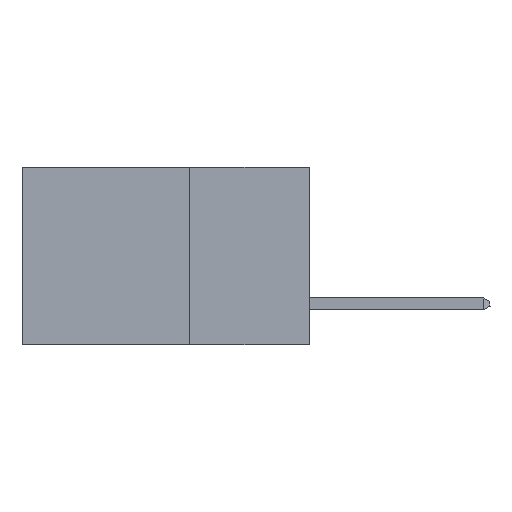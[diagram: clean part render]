
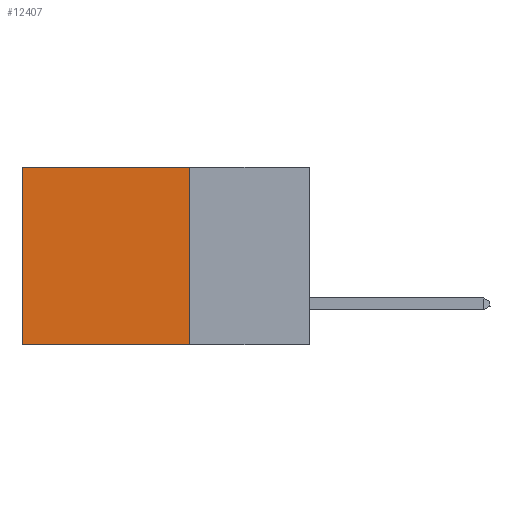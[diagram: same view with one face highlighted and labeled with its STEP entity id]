
A CAD part, left-side view. The second image highlights one B-rep face of the part: STEP entity #12407.
In plain terms, the highlighted planar face has unit normal (-1, 0, 0).
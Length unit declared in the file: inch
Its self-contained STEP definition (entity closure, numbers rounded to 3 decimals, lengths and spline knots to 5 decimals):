
#569 = FACE_OUTER_BOUND ( 'NONE', #16104, .T. ) ;
#1471 = CARTESIAN_POINT ( 'NONE',  ( 0.2875, 0.6, -0.37 ) ) ;
#2409 = CARTESIAN_POINT ( 'NONE',  ( 0.2875, 0.6, 0. ) ) ;
#2474 = EDGE_CURVE ( 'NONE', #6568, #16794, #7365, .T. ) ;
#2713 = ORIENTED_EDGE ( 'NONE', *, *, #41058, .T. ) ;
#2798 = CARTESIAN_POINT ( 'NONE',  ( 0.2875, 0.25, 0. ) ) ;
#3577 = DIRECTION ( 'NONE',  ( 0., 0., -1. ) ) ;
#4637 = CARTESIAN_POINT ( 'NONE',  ( 0.2875, 0.25, -0.37 ) ) ;
#6404 = EDGE_CURVE ( 'NONE', #6568, #12968, #18266, .T. ) ;
#6568 = VERTEX_POINT ( 'NONE', #32619 ) ;
#7365 = LINE ( 'NONE', #22683, #35278 ) ;
#7704 = AXIS2_PLACEMENT_3D ( 'NONE', #16507, #26857, #3577 ) ;
#8024 = DIRECTION ( 'NONE',  ( 0., 1., 0. ) ) ;
#9993 = VECTOR ( 'NONE', #34826, 39.37008 ) ;
#10227 = VECTOR ( 'NONE', #8024, 39.37008 ) ;
#12407 = ADVANCED_FACE ( 'NONE', ( #569 ), #30164, .F. ) ;
#12968 = VERTEX_POINT ( 'NONE', #2409 ) ;
#13966 = ORIENTED_EDGE ( 'NONE', *, *, #2474, .F. ) ;
#16104 = EDGE_LOOP ( 'NONE', ( #2713, #30519, #13966, #26629 ) ) ;
#16507 = CARTESIAN_POINT ( 'NONE',  ( 0.2875, 0.25, 0. ) ) ;
#16720 = LINE ( 'NONE', #4637, #40431 ) ;
#16794 = VERTEX_POINT ( 'NONE', #37206 ) ;
#17822 = CARTESIAN_POINT ( 'NONE',  ( 0.2875, 0.6, 0. ) ) ;
#18266 = LINE ( 'NONE', #2798, #10227 ) ;
#22683 = CARTESIAN_POINT ( 'NONE',  ( 0.2875, 0.25, 0. ) ) ;
#26629 = ORIENTED_EDGE ( 'NONE', *, *, #6404, .T. ) ;
#26639 = DIRECTION ( 'NONE',  ( 0., 0., -1. ) ) ;
#26857 = DIRECTION ( 'NONE',  ( 1., 0., 0. ) ) ;
#28632 = DIRECTION ( 'NONE',  ( 0., 1., 0. ) ) ;
#30164 = PLANE ( 'NONE',  #7704 ) ;
#30519 = ORIENTED_EDGE ( 'NONE', *, *, #38631, .F. ) ;
#32619 = CARTESIAN_POINT ( 'NONE',  ( 0.2875, 0.25, 0. ) ) ;
#34826 = DIRECTION ( 'NONE',  ( 0., 0., -1. ) ) ;
#35278 = VECTOR ( 'NONE', #26639, 39.37008 ) ;
#36343 = LINE ( 'NONE', #17822, #9993 ) ;
#37206 = CARTESIAN_POINT ( 'NONE',  ( 0.2875, 0.25, -0.37 ) ) ;
#38631 = EDGE_CURVE ( 'NONE', #16794, #39041, #16720, .T. ) ;
#39041 = VERTEX_POINT ( 'NONE', #1471 ) ;
#40431 = VECTOR ( 'NONE', #28632, 39.37008 ) ;
#41058 = EDGE_CURVE ( 'NONE', #12968, #39041, #36343, .T. ) ;
